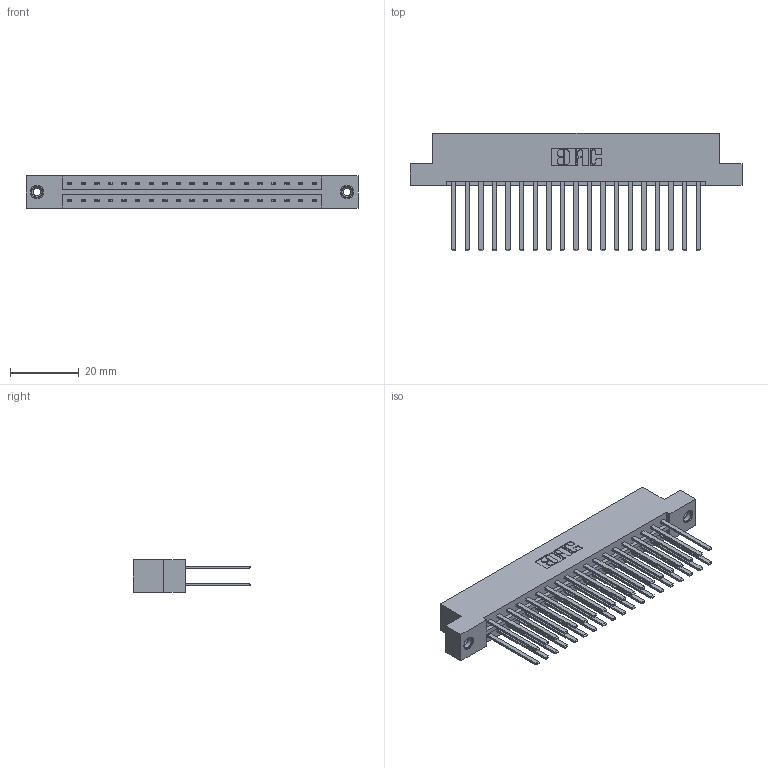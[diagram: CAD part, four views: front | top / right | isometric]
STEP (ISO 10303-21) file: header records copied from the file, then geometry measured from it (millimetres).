
FILE_DESCRIPTION (( 'STEP AP203' ), '1' );
FILE_NAME ('333-038-544-208.STEP', '2018-08-03T11:45:29', ( '' ), ( '' ), 'SwSTEP 2.0', 'SolidWorks 2016', '' );
FILE_SCHEMA (( 'CONFIG_CONTROL_DESIGN' ));
Length unit declared in the file: inch
Products named in the file (4): 333-038-544-208; 333 Part_Flush - .156 Dia - TI; 345-292-001_345-293-144; 345-250-001_345-250-003-102
Assembly tree (41 placements, depth 2):
  333-038-544-208
    333 Part_Flush - .156 Dia - TI
    345-292-001_345-293-144  x38
    345-250-001_345-250-003-102  x2
Bounding box: 96.82 x 34.3 x 9.4 mm (x, y, z)
Volume: 10196.3 mm3; surface area: 13544.3 mm2
Topology: 41 solids, 41 shells, 1922 faces, 5653 edges, 3710 vertices
Faces by surface type: plane 1318, cylinder 588, cone 12, torus 4
Entity records: 16200 total; most frequent: CARTESIAN_POINT 2693, ORIENTED_EDGE 2622, DIRECTION 2369, EDGE_CURVE 1311, LINE 1167, VECTOR 1167, VERTEX_POINT 868, AXIS2_PLACEMENT_3D 601
